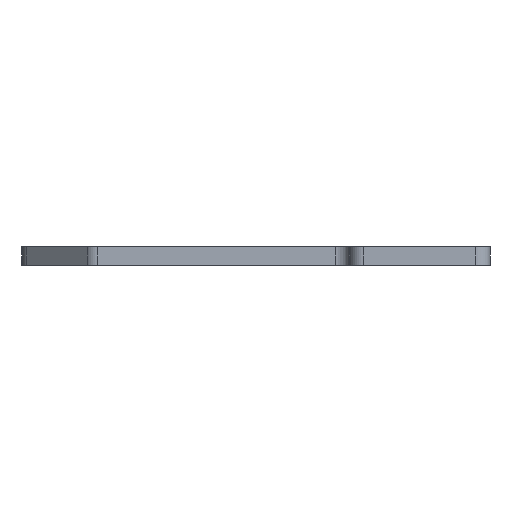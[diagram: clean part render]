
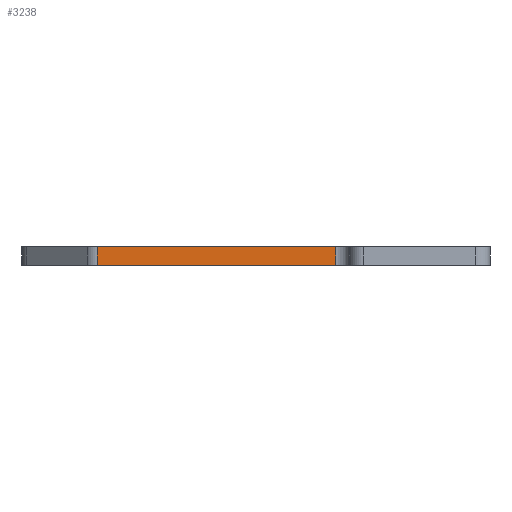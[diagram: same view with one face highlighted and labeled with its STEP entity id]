
A CAD part, left-side view. The second image highlights one B-rep face of the part: STEP entity #3238.
In plain terms, the highlighted planar face has unit normal (-1, 0, 0).
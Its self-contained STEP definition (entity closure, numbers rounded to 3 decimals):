
#17 = AXIS2_PLACEMENT_3D ( 'NONE', #1271, #2135, #2389 ) ;
#309 = CARTESIAN_POINT ( 'NONE',  ( -100.8, -50., -4. ) ) ;
#424 = CARTESIAN_POINT ( 'NONE',  ( -100.8, -17., -4. ) ) ;
#442 = CARTESIAN_POINT ( 'NONE',  ( -100.8, 33.907, -4. ) ) ;
#576 = ORIENTED_EDGE ( 'NONE', *, *, #1241, .F. ) ;
#577 = LINE ( 'NONE', #309, #831 ) ;
#659 = LINE ( 'NONE', #2044, #1157 ) ;
#670 = ORIENTED_EDGE ( 'NONE', *, *, #911, .T. ) ;
#769 = PLANE ( 'NONE',  #17 ) ;
#831 = VECTOR ( 'NONE', #1665, 1000. ) ;
#911 = EDGE_CURVE ( 'NONE', #2086, #1318, #659, .T. ) ;
#1050 = FACE_OUTER_BOUND ( 'NONE', #1788, .T. ) ;
#1132 = ORIENTED_EDGE ( 'NONE', *, *, #2299, .T. ) ;
#1157 = VECTOR ( 'NONE', #2567, 1000. ) ;
#1231 = CARTESIAN_POINT ( 'NONE',  ( -100.8, 33.907, -4. ) ) ;
#1241 = EDGE_CURVE ( 'NONE', #3029, #2748, #577, .T. ) ;
#1271 = CARTESIAN_POINT ( 'NONE',  ( -100.8, -50., -4. ) ) ;
#1318 = VERTEX_POINT ( 'NONE', #3081 ) ;
#1385 = LINE ( 'NONE', #2177, #1514 ) ;
#1514 = VECTOR ( 'NONE', #2192, 1000. ) ;
#1665 = DIRECTION ( 'NONE',  ( 0., 1., 0. ) ) ;
#1669 = EDGE_CURVE ( 'NONE', #1318, #2748, #1727, .T. ) ;
#1727 = LINE ( 'NONE', #442, #2246 ) ;
#1788 = EDGE_LOOP ( 'NONE', ( #670, #2461, #576, #1132 ) ) ;
#2044 = CARTESIAN_POINT ( 'NONE',  ( -100.8, -50., 0. ) ) ;
#2086 = VERTEX_POINT ( 'NONE', #3417 ) ;
#2135 = DIRECTION ( 'NONE',  ( 1., 0., 0. ) ) ;
#2177 = CARTESIAN_POINT ( 'NONE',  ( -100.8, -17., -4. ) ) ;
#2192 = DIRECTION ( 'NONE',  ( 0., 0., 1. ) ) ;
#2246 = VECTOR ( 'NONE', #2590, 1000. ) ;
#2299 = EDGE_CURVE ( 'NONE', #3029, #2086, #1385, .T. ) ;
#2389 = DIRECTION ( 'NONE',  ( 0., 0., -1. ) ) ;
#2461 = ORIENTED_EDGE ( 'NONE', *, *, #1669, .T. ) ;
#2567 = DIRECTION ( 'NONE',  ( 0., 1., 0. ) ) ;
#2590 = DIRECTION ( 'NONE',  ( 0., 0., -1. ) ) ;
#2748 = VERTEX_POINT ( 'NONE', #1231 ) ;
#3029 = VERTEX_POINT ( 'NONE', #424 ) ;
#3081 = CARTESIAN_POINT ( 'NONE',  ( -100.8, 33.907, 0. ) ) ;
#3238 = ADVANCED_FACE ( 'NONE', ( #1050 ), #769, .F. ) ;
#3417 = CARTESIAN_POINT ( 'NONE',  ( -100.8, -17., 0. ) ) ;
